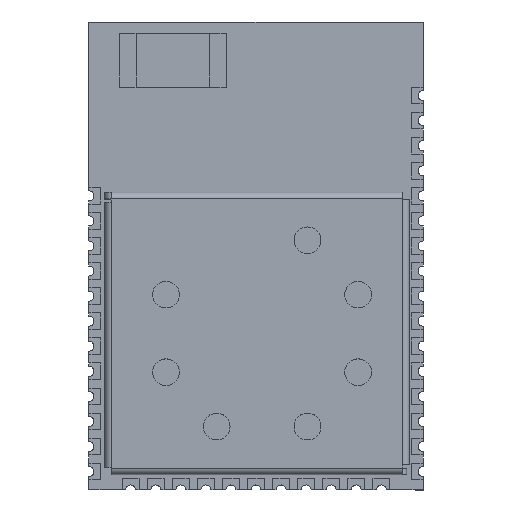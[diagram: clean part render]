
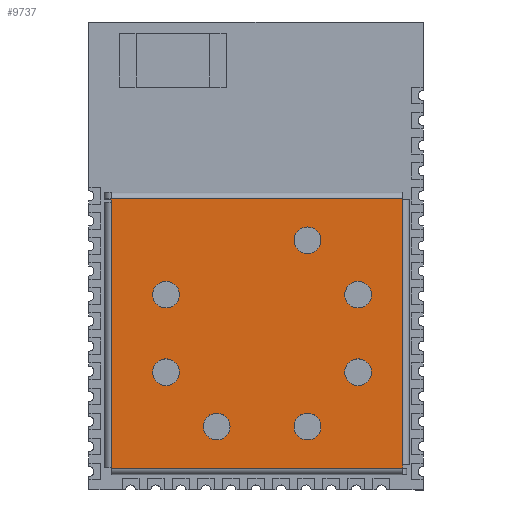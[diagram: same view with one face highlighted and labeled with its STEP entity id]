
A CAD part, top view. The second image highlights one B-rep face of the part: STEP entity #9737.
In plain terms, the highlighted planar face has unit normal (0, 0, 1).
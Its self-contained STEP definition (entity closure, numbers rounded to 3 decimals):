
#7974 = VERTEX_POINT('',#7975);
#7975 = CARTESIAN_POINT('',(-1.944,6.241,2.));
#7981 = EDGE_CURVE('',#7974,#7982,#7984,.T.);
#7982 = VERTEX_POINT('',#7983);
#7983 = CARTESIAN_POINT('',(-1.944,5.441,2.));
#7984 = CIRCLE('',#7985,0.4);
#7985 = AXIS2_PLACEMENT_3D('',#7986,#7987,#7988);
#7986 = CARTESIAN_POINT('',(-1.944,5.841,2.));
#7987 = DIRECTION('',(0.,0.,-1.));
#7988 = DIRECTION('',(0.,1.,0.));
#8016 = VERTEX_POINT('',#8017);
#8017 = CARTESIAN_POINT('',(-3.459,7.866,2.));
#8023 = EDGE_CURVE('',#8016,#8024,#8026,.T.);
#8024 = VERTEX_POINT('',#8025);
#8025 = CARTESIAN_POINT('',(-3.459,7.066,2.));
#8026 = CIRCLE('',#8027,0.4);
#8027 = AXIS2_PLACEMENT_3D('',#8028,#8029,#8030);
#8028 = CARTESIAN_POINT('',(-3.459,7.466,2.));
#8029 = DIRECTION('',(0.,0.,-1.));
#8030 = DIRECTION('',(0.,1.,0.));
#8058 = VERTEX_POINT('',#8059);
#8059 = CARTESIAN_POINT('',(-7.693,3.919,2.));
#8065 = EDGE_CURVE('',#8058,#8066,#8068,.T.);
#8066 = VERTEX_POINT('',#8067);
#8067 = CARTESIAN_POINT('',(-7.693,3.119,2.));
#8068 = CIRCLE('',#8069,0.4);
#8069 = AXIS2_PLACEMENT_3D('',#8070,#8071,#8072);
#8070 = CARTESIAN_POINT('',(-7.693,3.519,2.));
#8071 = DIRECTION('',(0.,0.,-1.));
#8072 = DIRECTION('',(0.,1.,0.));
#8100 = VERTEX_POINT('',#8101);
#8101 = CARTESIAN_POINT('',(-6.177,2.294,2.));
#8107 = EDGE_CURVE('',#8100,#8108,#8110,.T.);
#8108 = VERTEX_POINT('',#8109);
#8109 = CARTESIAN_POINT('',(-6.177,1.494,2.));
#8110 = CIRCLE('',#8111,0.4);
#8111 = AXIS2_PLACEMENT_3D('',#8112,#8113,#8114);
#8112 = CARTESIAN_POINT('',(-6.177,1.894,2.));
#8113 = DIRECTION('',(0.,0.,-1.));
#8114 = DIRECTION('',(0.,1.,0.));
#8142 = VERTEX_POINT('',#8143);
#8143 = CARTESIAN_POINT('',(-1.944,3.919,2.));
#8149 = EDGE_CURVE('',#8142,#8150,#8152,.T.);
#8150 = VERTEX_POINT('',#8151);
#8151 = CARTESIAN_POINT('',(-1.944,3.119,2.));
#8152 = CIRCLE('',#8153,0.4);
#8153 = AXIS2_PLACEMENT_3D('',#8154,#8155,#8156);
#8154 = CARTESIAN_POINT('',(-1.944,3.519,2.));
#8155 = DIRECTION('',(0.,0.,-1.));
#8156 = DIRECTION('',(0.,1.,0.));
#8184 = VERTEX_POINT('',#8185);
#8185 = CARTESIAN_POINT('',(-3.459,2.294,2.));
#8191 = EDGE_CURVE('',#8184,#8192,#8194,.T.);
#8192 = VERTEX_POINT('',#8193);
#8193 = CARTESIAN_POINT('',(-3.459,1.494,2.));
#8194 = CIRCLE('',#8195,0.4);
#8195 = AXIS2_PLACEMENT_3D('',#8196,#8197,#8198);
#8196 = CARTESIAN_POINT('',(-3.459,1.894,2.));
#8197 = DIRECTION('',(0.,0.,-1.));
#8198 = DIRECTION('',(0.,1.,0.));
#8226 = VERTEX_POINT('',#8227);
#8227 = CARTESIAN_POINT('',(-7.693,6.241,2.));
#8233 = EDGE_CURVE('',#8226,#8234,#8236,.T.);
#8234 = VERTEX_POINT('',#8235);
#8235 = CARTESIAN_POINT('',(-7.693,5.441,2.));
#8236 = CIRCLE('',#8237,0.4);
#8237 = AXIS2_PLACEMENT_3D('',#8238,#8239,#8240);
#8238 = CARTESIAN_POINT('',(-7.693,5.841,2.));
#8239 = DIRECTION('',(0.,0.,-1.));
#8240 = DIRECTION('',(0.,1.,0.));
#8583 = EDGE_CURVE('',#8584,#8586,#8588,.T.);
#8584 = VERTEX_POINT('',#8585);
#8585 = CARTESIAN_POINT('',(-0.625,8.703,2.));
#8586 = VERTEX_POINT('',#8587);
#8587 = CARTESIAN_POINT('',(-9.332,8.703,2.));
#8588 = LINE('',#8589,#8590);
#8589 = CARTESIAN_POINT('',(0.122,8.703,2.));
#8590 = VECTOR('',#8591,1.);
#8591 = DIRECTION('',(-1.,0.,0.));
#8770 = VERTEX_POINT('',#8771);
#8771 = CARTESIAN_POINT('',(-0.615,8.693,2.));
#8778 = EDGE_CURVE('',#8779,#8770,#8781,.T.);
#8779 = VERTEX_POINT('',#8780);
#8780 = CARTESIAN_POINT('',(-0.615,0.75,2.));
#8781 = LINE('',#8782,#8783);
#8782 = CARTESIAN_POINT('',(-0.615,-0.04,2.));
#8783 = VECTOR('',#8784,1.);
#8784 = DIRECTION('',(0.,1.,0.));
#8923 = VERTEX_POINT('',#8924);
#8924 = CARTESIAN_POINT('',(-9.332,0.66,2.));
#8931 = EDGE_CURVE('',#8932,#8923,#8934,.T.);
#8932 = VERTEX_POINT('',#8933);
#8933 = CARTESIAN_POINT('',(-9.332,8.603,2.));
#8934 = LINE('',#8935,#8936);
#8935 = CARTESIAN_POINT('',(-9.332,-0.04,2.));
#8936 = VECTOR('',#8937,1.);
#8937 = DIRECTION('',(0.,-1.,0.));
#9278 = EDGE_CURVE('',#9279,#9281,#9283,.T.);
#9279 = VERTEX_POINT('',#9280);
#9280 = CARTESIAN_POINT('',(-9.322,0.65,2.));
#9281 = VERTEX_POINT('',#9282);
#9282 = CARTESIAN_POINT('',(-0.615,0.65,2.));
#9283 = LINE('',#9284,#9285);
#9284 = CARTESIAN_POINT('',(0.122,0.65,2.));
#9285 = VECTOR('',#9286,1.);
#9286 = DIRECTION('',(1.,0.,0.));
#9311 = EDGE_CURVE('',#9281,#8779,#9312,.T.);
#9312 = LINE('',#9313,#9314);
#9313 = CARTESIAN_POINT('',(-0.615,-0.04,2.));
#9314 = VECTOR('',#9315,1.);
#9315 = DIRECTION('',(0.,1.,0.));
#9344 = EDGE_CURVE('',#7982,#7974,#9345,.T.);
#9345 = CIRCLE('',#9346,0.4);
#9346 = AXIS2_PLACEMENT_3D('',#9347,#9348,#9349);
#9347 = CARTESIAN_POINT('',(-1.944,5.841,2.));
#9348 = DIRECTION('',(0.,0.,-1.));
#9349 = DIRECTION('',(0.,1.,0.));
#9368 = EDGE_CURVE('',#8024,#8016,#9369,.T.);
#9369 = CIRCLE('',#9370,0.4);
#9370 = AXIS2_PLACEMENT_3D('',#9371,#9372,#9373);
#9371 = CARTESIAN_POINT('',(-3.459,7.466,2.));
#9372 = DIRECTION('',(0.,0.,-1.));
#9373 = DIRECTION('',(0.,1.,0.));
#9392 = EDGE_CURVE('',#8066,#8058,#9393,.T.);
#9393 = CIRCLE('',#9394,0.4);
#9394 = AXIS2_PLACEMENT_3D('',#9395,#9396,#9397);
#9395 = CARTESIAN_POINT('',(-7.693,3.519,2.));
#9396 = DIRECTION('',(0.,0.,-1.));
#9397 = DIRECTION('',(0.,1.,0.));
#9416 = EDGE_CURVE('',#8108,#8100,#9417,.T.);
#9417 = CIRCLE('',#9418,0.4);
#9418 = AXIS2_PLACEMENT_3D('',#9419,#9420,#9421);
#9419 = CARTESIAN_POINT('',(-6.177,1.894,2.));
#9420 = DIRECTION('',(0.,0.,-1.));
#9421 = DIRECTION('',(0.,1.,0.));
#9440 = EDGE_CURVE('',#8150,#8142,#9441,.T.);
#9441 = CIRCLE('',#9442,0.4);
#9442 = AXIS2_PLACEMENT_3D('',#9443,#9444,#9445);
#9443 = CARTESIAN_POINT('',(-1.944,3.519,2.));
#9444 = DIRECTION('',(0.,0.,-1.));
#9445 = DIRECTION('',(0.,1.,0.));
#9464 = EDGE_CURVE('',#8192,#8184,#9465,.T.);
#9465 = CIRCLE('',#9466,0.4);
#9466 = AXIS2_PLACEMENT_3D('',#9467,#9468,#9469);
#9467 = CARTESIAN_POINT('',(-3.459,1.894,2.));
#9468 = DIRECTION('',(0.,0.,-1.));
#9469 = DIRECTION('',(0.,1.,0.));
#9488 = EDGE_CURVE('',#8234,#8226,#9489,.T.);
#9489 = CIRCLE('',#9490,0.4);
#9490 = AXIS2_PLACEMENT_3D('',#9491,#9492,#9493);
#9491 = CARTESIAN_POINT('',(-7.693,5.841,2.));
#9492 = DIRECTION('',(0.,0.,-1.));
#9493 = DIRECTION('',(0.,1.,0.));
#9737 = ADVANCED_FACE('',(#9738,#9779,#9783,#9787,#9791,#9795,#9799,
    #9803),#9807,.T.);
#9738 = FACE_BOUND('',#9739,.T.);
#9739 = EDGE_LOOP('',(#9740,#9748,#9749,#9750,#9751,#9759,#9765,#9766,
    #9772,#9773));
#9740 = ORIENTED_EDGE('',*,*,#9741,.T.);
#9741 = EDGE_CURVE('',#9742,#9279,#9744,.T.);
#9742 = VERTEX_POINT('',#9743);
#9743 = CARTESIAN_POINT('',(-9.322,0.66,2.));
#9744 = LINE('',#9745,#9746);
#9745 = CARTESIAN_POINT('',(-9.322,0.66,2.));
#9746 = VECTOR('',#9747,1.);
#9747 = DIRECTION('',(0.,-1.,0.));
#9748 = ORIENTED_EDGE('',*,*,#9278,.T.);
#9749 = ORIENTED_EDGE('',*,*,#9311,.T.);
#9750 = ORIENTED_EDGE('',*,*,#8778,.T.);
#9751 = ORIENTED_EDGE('',*,*,#9752,.T.);
#9752 = EDGE_CURVE('',#8770,#9753,#9755,.T.);
#9753 = VERTEX_POINT('',#9754);
#9754 = CARTESIAN_POINT('',(-0.615,8.703,2.));
#9755 = LINE('',#9756,#9757);
#9756 = CARTESIAN_POINT('',(-0.615,8.693,2.));
#9757 = VECTOR('',#9758,1.);
#9758 = DIRECTION('',(0.,1.,0.));
#9759 = ORIENTED_EDGE('',*,*,#9760,.T.);
#9760 = EDGE_CURVE('',#9753,#8584,#9761,.T.);
#9761 = LINE('',#9762,#9763);
#9762 = CARTESIAN_POINT('',(0.122,8.703,2.));
#9763 = VECTOR('',#9764,1.);
#9764 = DIRECTION('',(-1.,0.,0.));
#9765 = ORIENTED_EDGE('',*,*,#8583,.T.);
#9766 = ORIENTED_EDGE('',*,*,#9767,.T.);
#9767 = EDGE_CURVE('',#8586,#8932,#9768,.T.);
#9768 = LINE('',#9769,#9770);
#9769 = CARTESIAN_POINT('',(-9.332,-0.04,2.));
#9770 = VECTOR('',#9771,1.);
#9771 = DIRECTION('',(0.,-1.,0.));
#9772 = ORIENTED_EDGE('',*,*,#8931,.T.);
#9773 = ORIENTED_EDGE('',*,*,#9774,.F.);
#9774 = EDGE_CURVE('',#9742,#8923,#9775,.T.);
#9775 = LINE('',#9776,#9777);
#9776 = CARTESIAN_POINT('',(-9.532,0.66,2.));
#9777 = VECTOR('',#9778,1.);
#9778 = DIRECTION('',(-1.,0.,0.));
#9779 = FACE_BOUND('',#9780,.T.);
#9780 = EDGE_LOOP('',(#9781,#9782));
#9781 = ORIENTED_EDGE('',*,*,#8233,.T.);
#9782 = ORIENTED_EDGE('',*,*,#9488,.T.);
#9783 = FACE_BOUND('',#9784,.T.);
#9784 = EDGE_LOOP('',(#9785,#9786));
#9785 = ORIENTED_EDGE('',*,*,#7981,.T.);
#9786 = ORIENTED_EDGE('',*,*,#9344,.T.);
#9787 = FACE_BOUND('',#9788,.T.);
#9788 = EDGE_LOOP('',(#9789,#9790));
#9789 = ORIENTED_EDGE('',*,*,#8023,.T.);
#9790 = ORIENTED_EDGE('',*,*,#9368,.T.);
#9791 = FACE_BOUND('',#9792,.T.);
#9792 = EDGE_LOOP('',(#9793,#9794));
#9793 = ORIENTED_EDGE('',*,*,#8065,.T.);
#9794 = ORIENTED_EDGE('',*,*,#9392,.T.);
#9795 = FACE_BOUND('',#9796,.T.);
#9796 = EDGE_LOOP('',(#9797,#9798));
#9797 = ORIENTED_EDGE('',*,*,#8107,.T.);
#9798 = ORIENTED_EDGE('',*,*,#9416,.T.);
#9799 = FACE_BOUND('',#9800,.T.);
#9800 = EDGE_LOOP('',(#9801,#9802));
#9801 = ORIENTED_EDGE('',*,*,#8149,.T.);
#9802 = ORIENTED_EDGE('',*,*,#9440,.T.);
#9803 = FACE_BOUND('',#9804,.T.);
#9804 = EDGE_LOOP('',(#9805,#9806));
#9805 = ORIENTED_EDGE('',*,*,#8191,.T.);
#9806 = ORIENTED_EDGE('',*,*,#9464,.T.);
#9807 = PLANE('',#9808);
#9808 = AXIS2_PLACEMENT_3D('',#9809,#9810,#9811);
#9809 = CARTESIAN_POINT('',(0.122,-0.04,2.));
#9810 = DIRECTION('',(0.,0.,1.));
#9811 = DIRECTION('',(0.,1.,0.));
